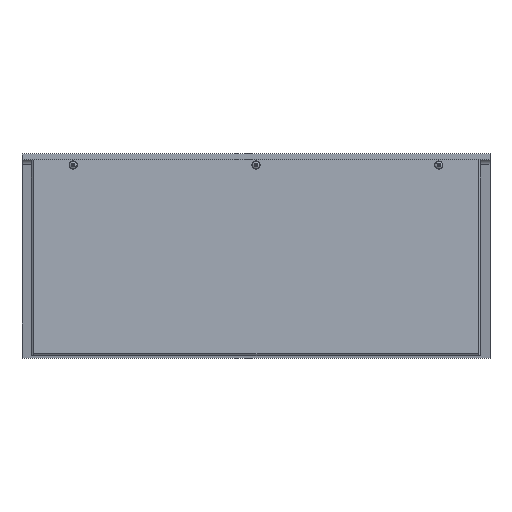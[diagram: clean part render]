
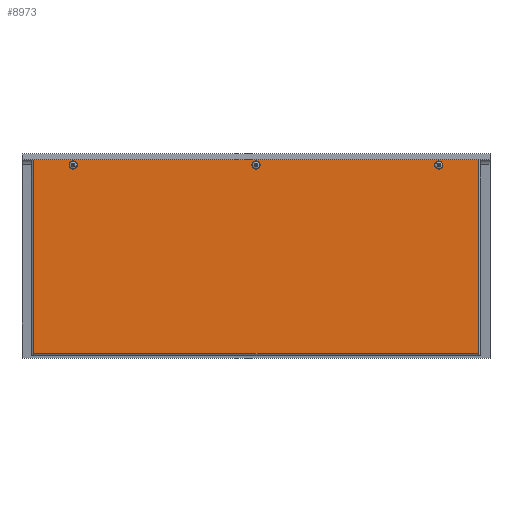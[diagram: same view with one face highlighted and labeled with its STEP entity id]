
A CAD part, top view. The second image highlights one B-rep face of the part: STEP entity #8973.
In plain terms, the highlighted planar face has unit normal (0, 0, 1).
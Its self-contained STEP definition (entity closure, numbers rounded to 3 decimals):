
#500 = EDGE_LOOP ( 'NONE', ( #4263, #21466, #29892, #12810 ) ) ;
#820 = EDGE_CURVE ( 'NONE', #4738, #14632, #1701, .T. ) ;
#854 = EDGE_CURVE ( 'NONE', #34726, #3626, #20736, .T. ) ;
#1606 = DIRECTION ( 'NONE',  ( 1., 0., 0. ) ) ;
#1668 = CARTESIAN_POINT ( 'NONE',  ( -3.155, 101.213, 328.503 ) ) ;
#1701 = CIRCLE ( 'NONE', #5172, 1.9 ) ;
#1790 = CARTESIAN_POINT ( 'NONE',  ( 123.745, 101.213, 328.503 ) ) ;
#2247 = AXIS2_PLACEMENT_3D ( 'NONE', #28373, #11160, #30888 ) ;
#3557 = EDGE_CURVE ( 'NONE', #3626, #34726, #24785, .T. ) ;
#3626 = VERTEX_POINT ( 'NONE', #1790 ) ;
#4012 = VERTEX_POINT ( 'NONE', #32489 ) ;
#4072 = CARTESIAN_POINT ( 'NONE',  ( -156.755, 104.713, 328.503 ) ) ;
#4263 = ORIENTED_EDGE ( 'NONE', *, *, #26287, .T. ) ;
#4677 = ORIENTED_EDGE ( 'NONE', *, *, #820, .F. ) ;
#4738 = VERTEX_POINT ( 'NONE', #35451 ) ;
#4875 = EDGE_LOOP ( 'NONE', ( #30347, #9226 ) ) ;
#4904 = CARTESIAN_POINT ( 'NONE',  ( -155.155, 104.713, 328.503 ) ) ;
#5172 = AXIS2_PLACEMENT_3D ( 'NONE', #18084, #14843, #1606 ) ;
#5428 = CARTESIAN_POINT ( 'NONE',  ( -3.155, 101.213, 328.503 ) ) ;
#5542 = EDGE_CURVE ( 'NONE', #8672, #32538, #29175, .T. ) ;
#5753 = LINE ( 'NONE', #31280, #10832 ) ;
#6228 = DIRECTION ( 'NONE',  ( 0., -1., 0. ) ) ;
#6756 = VERTEX_POINT ( 'NONE', #25934 ) ;
#7585 = CARTESIAN_POINT ( 'NONE',  ( 121.845, 101.213, 328.503 ) ) ;
#8672 = VERTEX_POINT ( 'NONE', #30578 ) ;
#8776 = EDGE_CURVE ( 'NONE', #8672, #6756, #17882, .T. ) ;
#8951 = CIRCLE ( 'NONE', #29207, 1.9 ) ;
#8973 = ADVANCED_FACE ( 'NONE', ( #20883, #23400, #20692, #31773 ), #17989, .F. ) ;
#9085 = CARTESIAN_POINT ( 'NONE',  ( 148.845, -27.54, 328.503 ) ) ;
#9126 = DIRECTION ( 'NONE',  ( 0., 0., -1. ) ) ;
#9226 = ORIENTED_EDGE ( 'NONE', *, *, #24538, .F. ) ;
#9439 = CARTESIAN_POINT ( 'NONE',  ( 148.845, 104.713, 328.503 ) ) ;
#10414 = VECTOR ( 'NONE', #20404, 1000. ) ;
#10832 = VECTOR ( 'NONE', #11705, 1000. ) ;
#10928 = AXIS2_PLACEMENT_3D ( 'NONE', #7585, #21144, #18789 ) ;
#11160 = DIRECTION ( 'NONE',  ( 0., 0., 1. ) ) ;
#11554 = ORIENTED_EDGE ( 'NONE', *, *, #3557, .F. ) ;
#11705 = DIRECTION ( 'NONE',  ( 1., 0., 0. ) ) ;
#12810 = ORIENTED_EDGE ( 'NONE', *, *, #5542, .T. ) ;
#13037 = ORIENTED_EDGE ( 'NONE', *, *, #35563, .F. ) ;
#13186 = CARTESIAN_POINT ( 'NONE',  ( 121.845, 101.213, 328.503 ) ) ;
#13247 = DIRECTION ( 'NONE',  ( 0., -1., 0. ) ) ;
#13946 = DIRECTION ( 'NONE',  ( 1., 0., 0. ) ) ;
#14473 = CARTESIAN_POINT ( 'NONE',  ( -156.755, 104.713, 328.503 ) ) ;
#14632 = VERTEX_POINT ( 'NONE', #32751 ) ;
#14698 = LINE ( 'NONE', #9439, #22942 ) ;
#14843 = DIRECTION ( 'NONE',  ( 0., 0., 1. ) ) ;
#17882 = LINE ( 'NONE', #14473, #10414 ) ;
#17989 = PLANE ( 'NONE',  #26551 ) ;
#18084 = CARTESIAN_POINT ( 'NONE',  ( -128.155, 101.213, 328.503 ) ) ;
#18364 = CARTESIAN_POINT ( 'NONE',  ( 119.945, 101.213, 328.503 ) ) ;
#18789 = DIRECTION ( 'NONE',  ( 1., 0., 0. ) ) ;
#18957 = DIRECTION ( 'NONE',  ( 1., 0., 0. ) ) ;
#19453 = AXIS2_PLACEMENT_3D ( 'NONE', #5428, #32762, #13946 ) ;
#19907 = VECTOR ( 'NONE', #13247, 1000. ) ;
#20404 = DIRECTION ( 'NONE',  ( 1., 0., 0. ) ) ;
#20692 = FACE_BOUND ( 'NONE', #29685, .T. ) ;
#20736 = CIRCLE ( 'NONE', #10928, 1.9 ) ;
#20837 = DIRECTION ( 'NONE',  ( 0., -1., 0. ) ) ;
#20883 = FACE_BOUND ( 'NONE', #4875, .T. ) ;
#21144 = DIRECTION ( 'NONE',  ( 0., 0., 1. ) ) ;
#21466 = ORIENTED_EDGE ( 'NONE', *, *, #25978, .F. ) ;
#21593 = VERTEX_POINT ( 'NONE', #9085 ) ;
#22863 = EDGE_CURVE ( 'NONE', #4012, #24417, #8951, .T. ) ;
#22942 = VECTOR ( 'NONE', #20837, 1000. ) ;
#23049 = AXIS2_PLACEMENT_3D ( 'NONE', #13186, #32728, #18957 ) ;
#23347 = CARTESIAN_POINT ( 'NONE',  ( -5.055, 101.213, 328.503 ) ) ;
#23400 = FACE_BOUND ( 'NONE', #29345, .T. ) ;
#24417 = VERTEX_POINT ( 'NONE', #23347 ) ;
#24538 = EDGE_CURVE ( 'NONE', #24417, #4012, #30454, .T. ) ;
#24785 = CIRCLE ( 'NONE', #23049, 1.9 ) ;
#24857 = CIRCLE ( 'NONE', #2247, 1.9 ) ;
#25934 = CARTESIAN_POINT ( 'NONE',  ( 148.845, 104.713, 328.503 ) ) ;
#25978 = EDGE_CURVE ( 'NONE', #6756, #21593, #14698, .T. ) ;
#26287 = EDGE_CURVE ( 'NONE', #32538, #21593, #5753, .T. ) ;
#26551 = AXIS2_PLACEMENT_3D ( 'NONE', #4072, #9126, #6228 ) ;
#28373 = CARTESIAN_POINT ( 'NONE',  ( -128.155, 101.213, 328.503 ) ) ;
#29175 = LINE ( 'NONE', #4904, #19907 ) ;
#29207 = AXIS2_PLACEMENT_3D ( 'NONE', #1668, #34978, #31925 ) ;
#29345 = EDGE_LOOP ( 'NONE', ( #4677, #13037 ) ) ;
#29685 = EDGE_LOOP ( 'NONE', ( #11554, #35285 ) ) ;
#29892 = ORIENTED_EDGE ( 'NONE', *, *, #8776, .F. ) ;
#30347 = ORIENTED_EDGE ( 'NONE', *, *, #22863, .F. ) ;
#30454 = CIRCLE ( 'NONE', #19453, 1.9 ) ;
#30578 = CARTESIAN_POINT ( 'NONE',  ( -155.155, 104.713, 328.503 ) ) ;
#30888 = DIRECTION ( 'NONE',  ( 1., 0., 0. ) ) ;
#31280 = CARTESIAN_POINT ( 'NONE',  ( -155.155, -27.54, 328.503 ) ) ;
#31773 = FACE_OUTER_BOUND ( 'NONE', #500, .T. ) ;
#31925 = DIRECTION ( 'NONE',  ( 1., 0., 0. ) ) ;
#32489 = CARTESIAN_POINT ( 'NONE',  ( -1.255, 101.213, 328.503 ) ) ;
#32538 = VERTEX_POINT ( 'NONE', #33699 ) ;
#32728 = DIRECTION ( 'NONE',  ( 0., 0., 1. ) ) ;
#32751 = CARTESIAN_POINT ( 'NONE',  ( -130.055, 101.213, 328.503 ) ) ;
#32762 = DIRECTION ( 'NONE',  ( 0., 0., 1. ) ) ;
#33699 = CARTESIAN_POINT ( 'NONE',  ( -155.155, -27.54, 328.503 ) ) ;
#34726 = VERTEX_POINT ( 'NONE', #18364 ) ;
#34978 = DIRECTION ( 'NONE',  ( 0., 0., 1. ) ) ;
#35285 = ORIENTED_EDGE ( 'NONE', *, *, #854, .F. ) ;
#35451 = CARTESIAN_POINT ( 'NONE',  ( -126.255, 101.213, 328.503 ) ) ;
#35563 = EDGE_CURVE ( 'NONE', #14632, #4738, #24857, .T. ) ;
